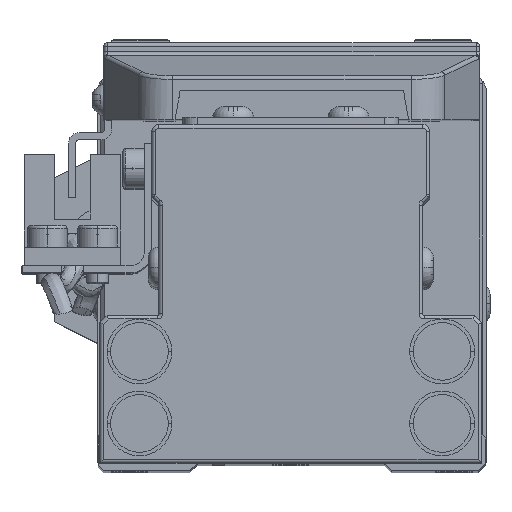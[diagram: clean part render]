
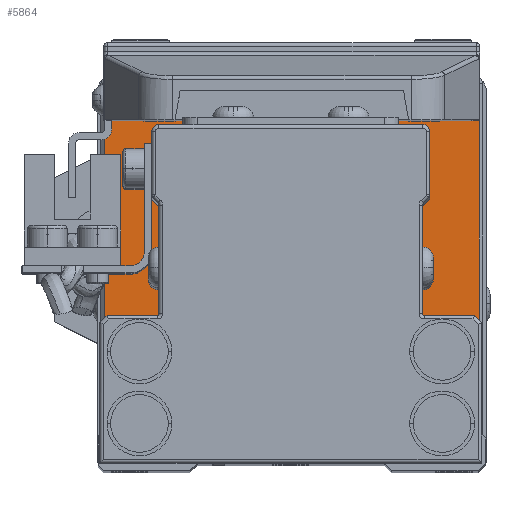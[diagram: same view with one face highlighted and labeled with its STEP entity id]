
A CAD part, top view. The second image highlights one B-rep face of the part: STEP entity #5864.
In plain terms, the highlighted planar face has unit normal (0, 0, 1).
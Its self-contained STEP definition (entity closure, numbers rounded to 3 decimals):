
#740 = DIRECTION ( 'NONE',  ( 0., 0., 1. ) ) ;
#1199 = CARTESIAN_POINT ( 'NONE',  ( 7.568, 59.423, -95. ) ) ;
#1392 = DIRECTION ( 'NONE',  ( 1., 0., 0. ) ) ;
#3101 = ORIENTED_EDGE ( 'NONE', *, *, #33854, .T. ) ;
#5864 = ADVANCED_FACE ( 'NONE', ( #11387 ), #13631, .T. ) ;
#7329 = CARTESIAN_POINT ( 'NONE',  ( 0., 0., -95. ) ) ;
#7499 = EDGE_CURVE ( 'NONE', #30094, #75390, #8337, .T. ) ;
#7734 = CARTESIAN_POINT ( 'NONE',  ( 59.068, 6.923, -95. ) ) ;
#8337 = CIRCLE ( 'NONE', #53010, 0.5 ) ;
#8414 = CARTESIAN_POINT ( 'NONE',  ( 58.568, 59.423, -95. ) ) ;
#8437 = CARTESIAN_POINT ( 'NONE',  ( 7.068, 6.923, -95. ) ) ;
#9190 = DIRECTION ( 'NONE',  ( 0., 1., 0. ) ) ;
#9708 = LINE ( 'NONE', #1199, #42549 ) ;
#9830 = CARTESIAN_POINT ( 'NONE',  ( 58.568, 6.923, -95. ) ) ;
#10855 = VECTOR ( 'NONE', #78896, 1000. ) ;
#11387 = FACE_OUTER_BOUND ( 'NONE', #52336, .T. ) ;
#11749 = AXIS2_PLACEMENT_3D ( 'NONE', #80166, #40694, #1392 ) ;
#12509 = CARTESIAN_POINT ( 'NONE',  ( 7.568, 6.423, -95. ) ) ;
#13411 = VERTEX_POINT ( 'NONE', #12509 ) ;
#13631 = PLANE ( 'NONE',  #80413 ) ;
#13661 = DIRECTION ( 'NONE',  ( 0., 0., 1. ) ) ;
#13911 = DIRECTION ( 'NONE',  ( 1., 0., 0. ) ) ;
#14139 = DIRECTION ( 'NONE',  ( -1., 0., 0. ) ) ;
#15015 = ORIENTED_EDGE ( 'NONE', *, *, #57638, .T. ) ;
#16185 = ORIENTED_EDGE ( 'NONE', *, *, #57026, .T. ) ;
#16396 = DIRECTION ( 'NONE',  ( 1., 0., 0. ) ) ;
#17516 = CIRCLE ( 'NONE', #11749, 0.5 ) ;
#18193 = EDGE_CURVE ( 'NONE', #75767, #60755, #50762, .T. ) ;
#20609 = VECTOR ( 'NONE', #33690, 1000. ) ;
#22598 = ORIENTED_EDGE ( 'NONE', *, *, #44594, .T. ) ;
#24770 = CARTESIAN_POINT ( 'NONE',  ( 7.068, 58.923, -95. ) ) ;
#30094 = VERTEX_POINT ( 'NONE', #47842 ) ;
#33097 = EDGE_CURVE ( 'NONE', #13411, #30094, #80806, .T. ) ;
#33690 = DIRECTION ( 'NONE',  ( 0., -1., 0. ) ) ;
#33854 = EDGE_CURVE ( 'NONE', #75390, #75767, #45561, .T. ) ;
#36088 = CIRCLE ( 'NONE', #42040, 0.5 ) ;
#38098 = LINE ( 'NONE', #40005, #20609 ) ;
#38789 = CARTESIAN_POINT ( 'NONE',  ( 7.568, 59.423, -95. ) ) ;
#40005 = CARTESIAN_POINT ( 'NONE',  ( 7.068, 6.923, -95. ) ) ;
#40043 = CARTESIAN_POINT ( 'NONE',  ( 58.568, 58.923, -95. ) ) ;
#40694 = DIRECTION ( 'NONE',  ( 0., 0., 1. ) ) ;
#42040 = AXIS2_PLACEMENT_3D ( 'NONE', #52960, #13661, #59588 ) ;
#42549 = VECTOR ( 'NONE', #14139, 1000. ) ;
#43154 = EDGE_CURVE ( 'NONE', #60755, #46727, #9708, .T. ) ;
#43607 = ORIENTED_EDGE ( 'NONE', *, *, #33097, .T. ) ;
#44594 = EDGE_CURVE ( 'NONE', #60442, #47756, #38098, .T. ) ;
#45561 = LINE ( 'NONE', #68069, #78498 ) ;
#46696 = DIRECTION ( 'NONE',  ( 1., 0., 0. ) ) ;
#46727 = VERTEX_POINT ( 'NONE', #38789 ) ;
#47756 = VERTEX_POINT ( 'NONE', #8437 ) ;
#47842 = CARTESIAN_POINT ( 'NONE',  ( 58.568, 6.423, -95. ) ) ;
#49381 = ORIENTED_EDGE ( 'NONE', *, *, #18193, .T. ) ;
#50762 = CIRCLE ( 'NONE', #63149, 0.5 ) ;
#52336 = EDGE_LOOP ( 'NONE', ( #16185, #22598, #15015, #43607, #58618, #3101, #49381, #75453 ) ) ;
#52960 = CARTESIAN_POINT ( 'NONE',  ( 7.568, 6.923, -95. ) ) ;
#53010 = AXIS2_PLACEMENT_3D ( 'NONE', #9830, #55744, #16396 ) ;
#53208 = DIRECTION ( 'NONE',  ( 0., 0., 1. ) ) ;
#55744 = DIRECTION ( 'NONE',  ( 0., 0., 1. ) ) ;
#57026 = EDGE_CURVE ( 'NONE', #46727, #60442, #17516, .T. ) ;
#57638 = EDGE_CURVE ( 'NONE', #47756, #13411, #36088, .T. ) ;
#58618 = ORIENTED_EDGE ( 'NONE', *, *, #7499, .T. ) ;
#59004 = CARTESIAN_POINT ( 'NONE',  ( 58.568, 6.423, -95. ) ) ;
#59588 = DIRECTION ( 'NONE',  ( 1., 0., 0. ) ) ;
#60442 = VERTEX_POINT ( 'NONE', #24770 ) ;
#60755 = VERTEX_POINT ( 'NONE', #8414 ) ;
#63149 = AXIS2_PLACEMENT_3D ( 'NONE', #40043, #740, #46696 ) ;
#68069 = CARTESIAN_POINT ( 'NONE',  ( 59.068, 58.923, -95. ) ) ;
#75390 = VERTEX_POINT ( 'NONE', #7734 ) ;
#75453 = ORIENTED_EDGE ( 'NONE', *, *, #43154, .T. ) ;
#75767 = VERTEX_POINT ( 'NONE', #77518 ) ;
#77518 = CARTESIAN_POINT ( 'NONE',  ( 59.068, 58.923, -95. ) ) ;
#78498 = VECTOR ( 'NONE', #9190, 1000. ) ;
#78896 = DIRECTION ( 'NONE',  ( 1., 0., 0. ) ) ;
#80166 = CARTESIAN_POINT ( 'NONE',  ( 7.568, 58.923, -95. ) ) ;
#80413 = AXIS2_PLACEMENT_3D ( 'NONE', #7329, #53208, #13911 ) ;
#80806 = LINE ( 'NONE', #59004, #10855 ) ;
